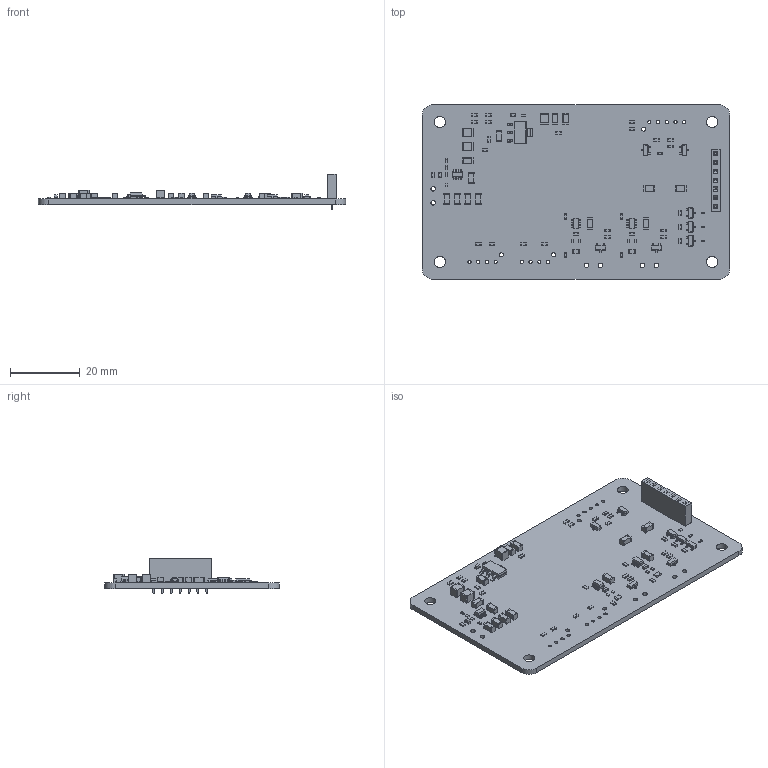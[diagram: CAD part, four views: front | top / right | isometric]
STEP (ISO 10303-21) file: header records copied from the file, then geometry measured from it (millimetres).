
FILE_DESCRIPTION(('KiCad electronic assembly'),'2;1');
FILE_NAME('Node Controller.step','2024-12-26T16:33:50',('Pcbnew'),( 'Kicad'),'Open CASCADE STEP processor 7.7','KiCad to STEP converter' ,'Unknown');
FILE_SCHEMA(('AUTOMOTIVE_DESIGN { 1 0 10303 214 1 1 1 1 }'));
Length unit declared in the file: millimetre
Products named in the file (24): Node Controller 1; C_1206_3216Metric; SOT-23; SOT_23; R_0805_2012Metric; R_0603_1608Metric; R_0402_1005Metric; LED_0603_1608Metric; PinSocket_1x07_P2.54mm_Vertical; PinSocket_1x07_P254mm_Vertical; C_1210_3225Metric; SOT-23-6; SOT_23_6; C_0603_1608Metric; SOT-223; SOT_223; Node Controller_PCB
Assembly tree (87 placements, depth 3):
  Node Controller 1
    C_1206_3216Metric  x13
      C_1206_3216Metric
    SOT-23  x7
      SOT_23
    R_0805_2012Metric  x2
      R_0805_2012Metric
    R_0603_1608Metric  x29
      R_0603_1608Metric
    R_0402_1005Metric  x12
      R_0402_1005Metric
    LED_0603_1608Metric  x2
      LED_0603_1608Metric
    PinSocket_1x07_P2.54mm_Vertical
      PinSocket_1x07_P254mm_Vertical
    C_1210_3225Metric  x3
      C_1210_3225Metric
    SOT-23-6  x3
      SOT_23_6
    C_0603_1608Metric  x2
      C_0603_1608Metric
    SOT-223
      SOT_223
    Node Controller_PCB
Bounding box: 88 x 50 x 10.1 mm (x, y, z)
Volume: 7499.5 mm3; surface area: 10833.2 mm2
Topology: 76 solids, 76 shells, 2974 faces, 7607 edges, 4844 vertices
Faces by surface type: plane 1894, cylinder 785, bspline 295
Full cylindrical faces by diameter (mm): 0.95 x13, 1 x7, 1.2 x3, 1.3 x6, 3.2 x4
Entity records: 28722 total; most frequent: CARTESIAN_POINT 4355, ORIENTED_EDGE 3916, DIRECTION 3742, EDGE_CURVE 1958, LINE 1564, VECTOR 1564, VERTEX_POINT 1250, AXIS2_PLACEMENT_3D 1089
